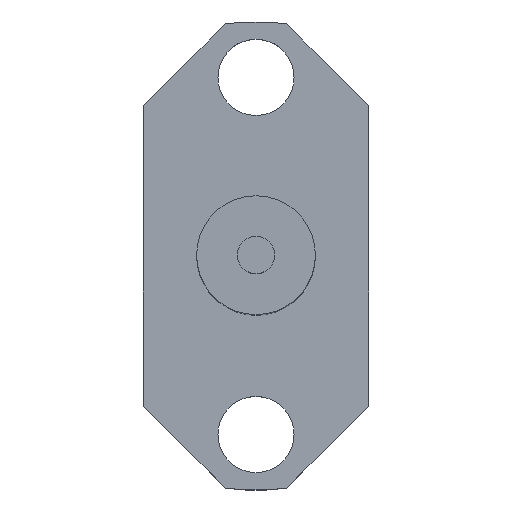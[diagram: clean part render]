
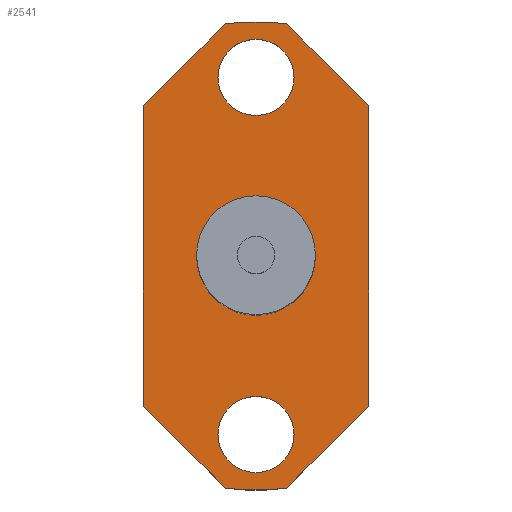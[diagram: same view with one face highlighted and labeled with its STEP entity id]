
A CAD part, top view. The second image highlights one B-rep face of the part: STEP entity #2541.
In plain terms, the highlighted planar face has unit normal (0, 0, 1).
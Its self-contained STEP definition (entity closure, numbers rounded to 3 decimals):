
#1 = VERTEX_POINT ( 'NONE', #3909 ) ;
#239 = AXIS2_PLACEMENT_3D ( 'NONE', #5833, #5828, #5838 ) ;
#588 = CIRCLE ( 'NONE', #593, 2.03 ) ;
#592 = CIRCLE ( 'NONE', #2928, 1.3 ) ;
#593 = AXIS2_PLACEMENT_3D ( 'NONE', #7559, #7560, #7561 ) ;
#594 = CIRCLE ( 'NONE', #9371, 1.3 ) ;
#1661 = EDGE_LOOP ( 'NONE', ( #3665, #3666 ) ) ;
#1712 = EDGE_LOOP ( 'NONE', ( #3667, #3668, #3669, #3670, #3671, #3672, #3673, #3674 ) ) ;
#1759 = EDGE_LOOP ( 'NONE', ( #3663, #3664 ) ) ;
#1765 = EDGE_LOOP ( 'NONE', ( #3675, #3676 ) ) ;
#1914 = VERTEX_POINT ( 'NONE', #4030 ) ;
#1915 = VERTEX_POINT ( 'NONE', #4031 ) ;
#1918 = VERTEX_POINT ( 'NONE', #4034 ) ;
#1919 = VERTEX_POINT ( 'NONE', #4035 ) ;
#1923 = VERTEX_POINT ( 'NONE', #4039 ) ;
#1924 = VERTEX_POINT ( 'NONE', #4040 ) ;
#2272 = VERTEX_POINT ( 'NONE', #4797 ) ;
#2278 = VERTEX_POINT ( 'NONE', #4801 ) ;
#2280 = VERTEX_POINT ( 'NONE', #4802 ) ;
#2283 = VERTEX_POINT ( 'NONE', #4804 ) ;
#2285 = VERTEX_POINT ( 'NONE', #4805 ) ;
#2286 = VERTEX_POINT ( 'NONE', #4806 ) ;
#2288 = VERTEX_POINT ( 'NONE', #4807 ) ;
#2416 = VECTOR ( 'NONE', #7573, 1000. ) ;
#2541 = ADVANCED_FACE ( 'NONE', ( #5832, #5824, #5835, #5836 ), #5837, .F. ) ;
#2928 = AXIS2_PLACEMENT_3D ( 'NONE', #7565, #7566, #7567 ) ;
#3663 = ORIENTED_EDGE ( 'NONE', *, *, #4337, .F. ) ;
#3664 = ORIENTED_EDGE ( 'NONE', *, *, #4409, .F. ) ;
#3665 = ORIENTED_EDGE ( 'NONE', *, *, #4338, .F. ) ;
#3666 = ORIENTED_EDGE ( 'NONE', *, *, #4405, .F. ) ;
#3667 = ORIENTED_EDGE ( 'NONE', *, *, #4339, .T. ) ;
#3668 = ORIENTED_EDGE ( 'NONE', *, *, #4340, .F. ) ;
#3669 = ORIENTED_EDGE ( 'NONE', *, *, #4341, .T. ) ;
#3670 = ORIENTED_EDGE ( 'NONE', *, *, #4342, .T. ) ;
#3671 = ORIENTED_EDGE ( 'NONE', *, *, #4343, .T. ) ;
#3672 = ORIENTED_EDGE ( 'NONE', *, *, #4344, .F. ) ;
#3673 = ORIENTED_EDGE ( 'NONE', *, *, #4345, .T. ) ;
#3674 = ORIENTED_EDGE ( 'NONE', *, *, #4346, .T. ) ;
#3675 = ORIENTED_EDGE ( 'NONE', *, *, #4416, .T. ) ;
#3676 = ORIENTED_EDGE ( 'NONE', *, *, #4335, .T. ) ;
#3909 = CARTESIAN_POINT ( 'NONE',  ( 3.85, -5.13, 0. ) ) ;
#4030 = CARTESIAN_POINT ( 'NONE',  ( -1.3, -6.1, 0. ) ) ;
#4031 = CARTESIAN_POINT ( 'NONE',  ( 1.3, -6.1, 0. ) ) ;
#4034 = CARTESIAN_POINT ( 'NONE',  ( -1.3, 6.1, 0. ) ) ;
#4035 = CARTESIAN_POINT ( 'NONE',  ( 1.3, 6.1, 0. ) ) ;
#4039 = CARTESIAN_POINT ( 'NONE',  ( 0., -2.03, 0. ) ) ;
#4040 = CARTESIAN_POINT ( 'NONE',  ( 0., 2.03, 0. ) ) ;
#4335 = EDGE_CURVE ( 'NONE', #1924, #1923, #588, .T. ) ;
#4337 = EDGE_CURVE ( 'NONE', #1919, #1918, #592, .T. ) ;
#4338 = EDGE_CURVE ( 'NONE', #1915, #1914, #594, .T. ) ;
#4339 = EDGE_CURVE ( 'NONE', #2278, #2280, #7568, .T. ) ;
#4340 = EDGE_CURVE ( 'NONE', #2272, #2280, #7854, .T. ) ;
#4341 = EDGE_CURVE ( 'NONE', #2272, #2285, #7575, .T. ) ;
#4342 = EDGE_CURVE ( 'NONE', #2285, #2286, #7580, .T. ) ;
#4343 = EDGE_CURVE ( 'NONE', #2286, #2288, #7583, .T. ) ;
#4344 = EDGE_CURVE ( 'NONE', #2283, #2288, #7859, .T. ) ;
#4345 = EDGE_CURVE ( 'NONE', #2283, #1, #7586, .T. ) ;
#4346 = EDGE_CURVE ( 'NONE', #1, #2278, #7591, .T. ) ;
#4405 = EDGE_CURVE ( 'NONE', #1914, #1915, #7951, .T. ) ;
#4409 = EDGE_CURVE ( 'NONE', #1918, #1919, #7957, .T. ) ;
#4416 = EDGE_CURVE ( 'NONE', #1923, #1924, #7967, .T. ) ;
#4797 = CARTESIAN_POINT ( 'NONE',  ( -1.049, 7.931, 0. ) ) ;
#4801 = CARTESIAN_POINT ( 'NONE',  ( 3.85, 5.13, 0. ) ) ;
#4802 = CARTESIAN_POINT ( 'NONE',  ( 1.049, 7.931, 0. ) ) ;
#4804 = CARTESIAN_POINT ( 'NONE',  ( 1.049, -7.931, 0. ) ) ;
#4805 = CARTESIAN_POINT ( 'NONE',  ( -3.85, 5.13, 0. ) ) ;
#4806 = CARTESIAN_POINT ( 'NONE',  ( -3.85, -5.13, 0. ) ) ;
#4807 = CARTESIAN_POINT ( 'NONE',  ( -1.049, -7.931, 0. ) ) ;
#5824 = FACE_BOUND ( 'NONE', #1661, .T. ) ;
#5828 = DIRECTION ( 'NONE',  ( 0., 0., -1. ) ) ;
#5832 = FACE_BOUND ( 'NONE', #1759, .T. ) ;
#5833 = CARTESIAN_POINT ( 'NONE',  ( 0., 2.1, 0. ) ) ;
#5835 = FACE_OUTER_BOUND ( 'NONE', #1712, .T. ) ;
#5836 = FACE_BOUND ( 'NONE', #1765, .T. ) ;
#5837 = PLANE ( 'NONE',  #239 ) ;
#5838 = DIRECTION ( 'NONE',  ( -1., 0., 0. ) ) ;
#7546 = CARTESIAN_POINT ( 'NONE',  ( 1.049, 7.931, 0. ) ) ;
#7559 = CARTESIAN_POINT ( 'NONE',  ( 0., 0., 0. ) ) ;
#7560 = DIRECTION ( 'NONE',  ( 0., 0., -1. ) ) ;
#7561 = DIRECTION ( 'NONE',  ( -1., 0., 0. ) ) ;
#7565 = CARTESIAN_POINT ( 'NONE',  ( 0., 6.1, 0. ) ) ;
#7566 = DIRECTION ( 'NONE',  ( 0., 0., 1. ) ) ;
#7567 = DIRECTION ( 'NONE',  ( 1., 0., 0. ) ) ;
#7568 = LINE ( 'NONE', #7546, #2416 ) ;
#7569 = CARTESIAN_POINT ( 'NONE',  ( 0., -6.1, 0. ) ) ;
#7570 = DIRECTION ( 'NONE',  ( 0., 0., 1. ) ) ;
#7571 = DIRECTION ( 'NONE',  ( -1., 0., 0. ) ) ;
#7572 = CARTESIAN_POINT ( 'NONE',  ( -3.85, 5.13, 0. ) ) ;
#7573 = DIRECTION ( 'NONE',  ( -0.707, 0.707, 0. ) ) ;
#7574 = CARTESIAN_POINT ( 'NONE',  ( 3.85, -5.13, 0. ) ) ;
#7575 = LINE ( 'NONE', #7572, #7857 ) ;
#7576 = CARTESIAN_POINT ( 'NONE',  ( 0., 0., 0. ) ) ;
#7577 = DIRECTION ( 'NONE',  ( 0., 0., -1. ) ) ;
#7578 = DIRECTION ( 'NONE',  ( -1., 0., 0. ) ) ;
#7579 = DIRECTION ( 'NONE',  ( -0.707, -0.707, 0. ) ) ;
#7580 = LINE ( 'NONE', #7581, #7856 ) ;
#7581 = CARTESIAN_POINT ( 'NONE',  ( -3.85, 5.13, 0. ) ) ;
#7582 = DIRECTION ( 'NONE',  ( 0., -1., 0. ) ) ;
#7583 = LINE ( 'NONE', #7584, #7858 ) ;
#7584 = CARTESIAN_POINT ( 'NONE',  ( -3.85, -5.13, 0. ) ) ;
#7585 = DIRECTION ( 'NONE',  ( 0.707, -0.707, 0. ) ) ;
#7586 = LINE ( 'NONE', #7574, #7863 ) ;
#7587 = CARTESIAN_POINT ( 'NONE',  ( 0., 0., 0. ) ) ;
#7588 = DIRECTION ( 'NONE',  ( 0., 0., -1. ) ) ;
#7589 = DIRECTION ( 'NONE',  ( -1., 0., 0. ) ) ;
#7590 = DIRECTION ( 'NONE',  ( 0.707, 0.707, 0. ) ) ;
#7591 = LINE ( 'NONE', #7592, #7862 ) ;
#7592 = CARTESIAN_POINT ( 'NONE',  ( 3.85, 5.13, 0. ) ) ;
#7593 = DIRECTION ( 'NONE',  ( 0., 1., 0. ) ) ;
#7771 = CARTESIAN_POINT ( 'NONE',  ( 0., -6.1, 0. ) ) ;
#7772 = DIRECTION ( 'NONE',  ( 0., 0., 1. ) ) ;
#7773 = DIRECTION ( 'NONE',  ( -1., 0., 0. ) ) ;
#7783 = CARTESIAN_POINT ( 'NONE',  ( 0., 6.1, 0. ) ) ;
#7784 = DIRECTION ( 'NONE',  ( 0., 0., 1. ) ) ;
#7785 = DIRECTION ( 'NONE',  ( 1., 0., 0. ) ) ;
#7805 = CARTESIAN_POINT ( 'NONE',  ( 0., 0., 0. ) ) ;
#7806 = DIRECTION ( 'NONE',  ( 0., 0., -1. ) ) ;
#7807 = DIRECTION ( 'NONE',  ( -1., 0., 0. ) ) ;
#7854 = CIRCLE ( 'NONE', #7855, 8. ) ;
#7855 = AXIS2_PLACEMENT_3D ( 'NONE', #7576, #7577, #7578 ) ;
#7856 = VECTOR ( 'NONE', #7582, 1000. ) ;
#7857 = VECTOR ( 'NONE', #7579, 1000. ) ;
#7858 = VECTOR ( 'NONE', #7585, 1000. ) ;
#7859 = CIRCLE ( 'NONE', #7861, 8. ) ;
#7861 = AXIS2_PLACEMENT_3D ( 'NONE', #7587, #7588, #7589 ) ;
#7862 = VECTOR ( 'NONE', #7593, 1000. ) ;
#7863 = VECTOR ( 'NONE', #7590, 1000. ) ;
#7951 = CIRCLE ( 'NONE', #7953, 1.3 ) ;
#7953 = AXIS2_PLACEMENT_3D ( 'NONE', #7771, #7772, #7773 ) ;
#7957 = CIRCLE ( 'NONE', #7959, 1.3 ) ;
#7959 = AXIS2_PLACEMENT_3D ( 'NONE', #7783, #7784, #7785 ) ;
#7967 = CIRCLE ( 'NONE', #7969, 2.03 ) ;
#7969 = AXIS2_PLACEMENT_3D ( 'NONE', #7805, #7806, #7807 ) ;
#9371 = AXIS2_PLACEMENT_3D ( 'NONE', #7569, #7570, #7571 ) ;
